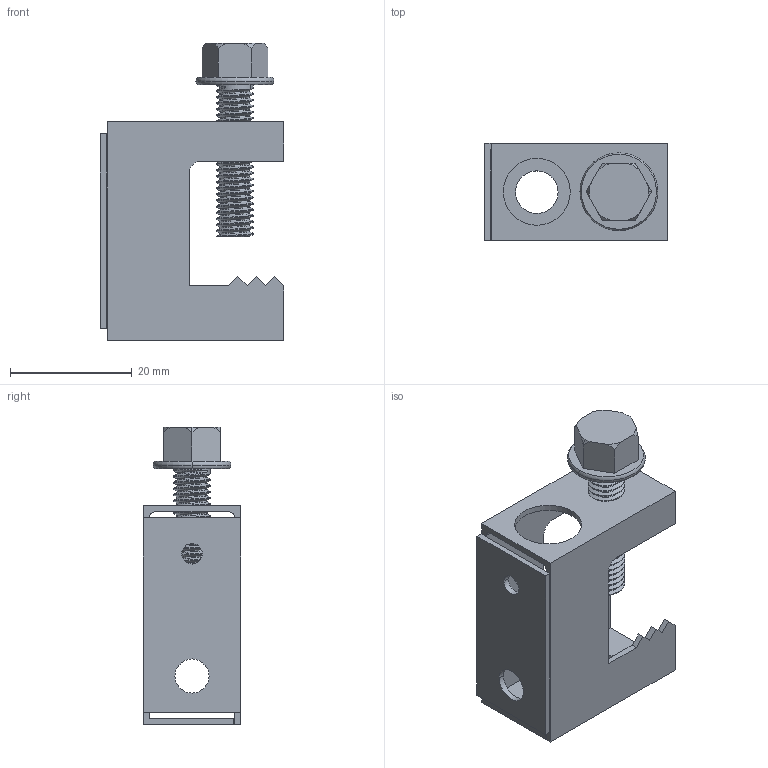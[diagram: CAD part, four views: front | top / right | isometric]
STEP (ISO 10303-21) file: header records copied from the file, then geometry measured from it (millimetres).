
FILE_DESCRIPTION(('CoCreate Modeling STEP Export'),'2;1');
FILE_NAME('1484702.stp','2017-08-30T10:42:33',(''),(''),'CoCreate Modeling STEP processor for AP214 (Solid Model)','CoCreate Modeling 16.00B 02-Dec-2008 (C) Parametric Technology GmbH','');
FILE_SCHEMA(('AUTOMOTIVE_DESIGN { 1 0 10303 214 1 1 1 1 }'));
Length unit declared in the file: millimetre
Products named in the file (3): M6_Schraube; Gehaeuse; Traegerschraubklammer.1
Assembly tree (2 placements, depth 2):
  Traegerschraubklammer.1
    Gehaeuse
    M6_Schraube
Bounding box: 30.1 x 16 x 48.89 mm (x, y, z)
Volume: 3735.5 mm3; surface area: 6767.8 mm2
Topology: 2 solids, 2 shells, 133 faces, 371 edges, 244 vertices
Faces by surface type: cylinder 67, plane 48, cone 8, bspline 6, torus 4
Entity records: 29332 total; most frequent: CARTESIAN_POINT 26424, ORIENTED_EDGE 742, EDGE_CURVE 371, DIRECTION 338, VERTEX_POINT 244, EDGE_LOOP 147, VECTOR 144, LINE 144
